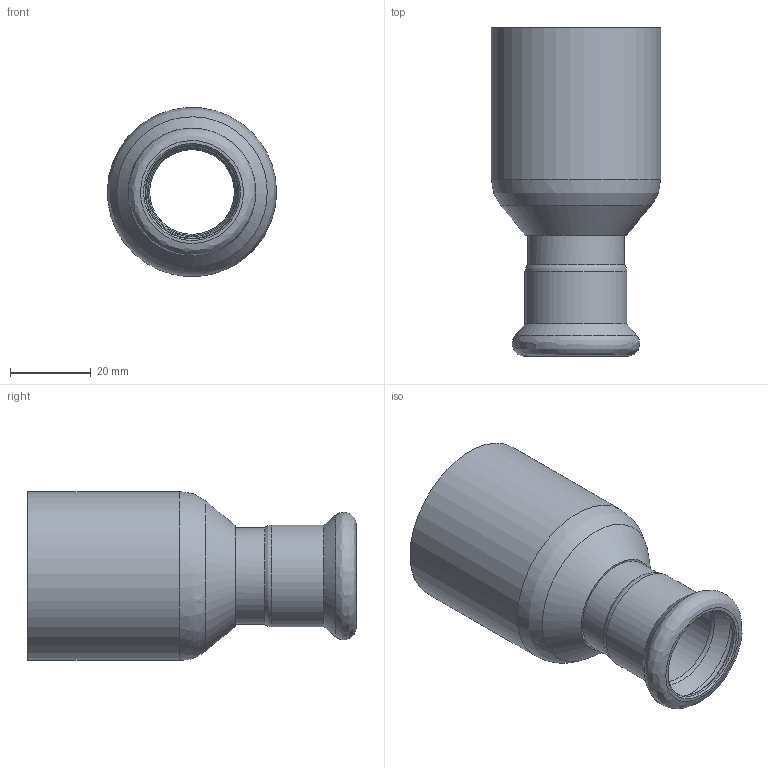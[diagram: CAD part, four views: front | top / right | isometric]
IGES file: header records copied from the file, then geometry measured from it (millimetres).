
Global section: file name: 42416; native system: Autodesk Inventor 2023; preprocessor: unknown; author: JANAN; date: 20240827.135724; units: millimetre
Bounding box: 41.99 x 81.5 x 41.89 mm (x, y, z)
Volume: 13668.6 mm3; surface area: 18531.5 mm2
Topology: 1 solids, 1 shells, 25 faces, 51 edges, 30 vertices
Faces by surface type: bspline 25
